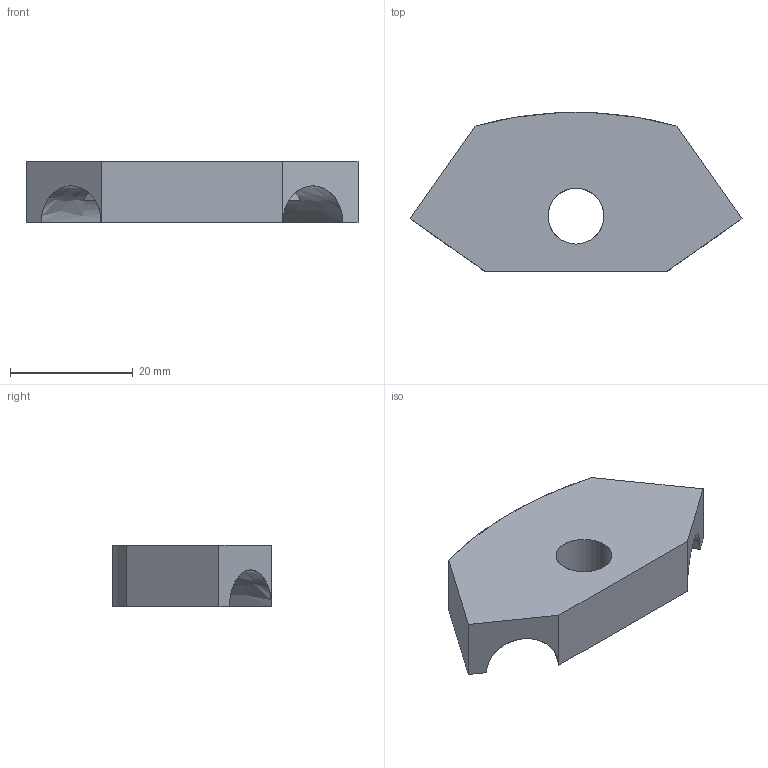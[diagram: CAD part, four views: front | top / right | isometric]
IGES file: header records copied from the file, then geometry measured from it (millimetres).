
Start section: SolidWorks IGES file using analytic representation for surfaces
Global section: file name: Pièce-phare.IGS; native system: SolidWorks 2016; preprocessor: SolidWorks 2016; author: Eric; date: 190429.122929; units: millimetre
Bounding box: 54.2 x 26 x 10 mm (x, y, z)
Surface area: 3940.2 mm2 (no closed solid volume)
Topology: 0 solids, 0 shells, 20 faces, 236 edges, 236 vertices
Faces by surface type: bspline 15, revolution 5
